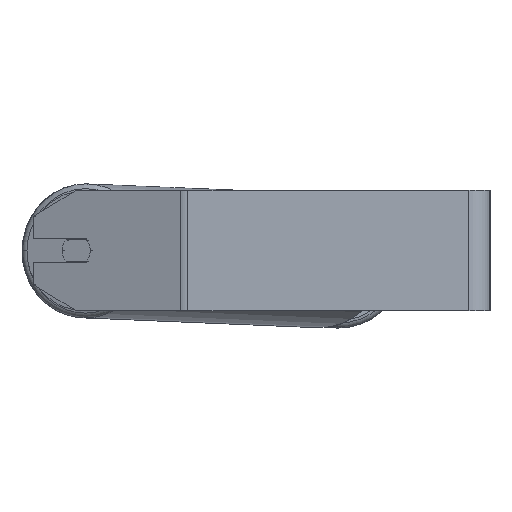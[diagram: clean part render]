
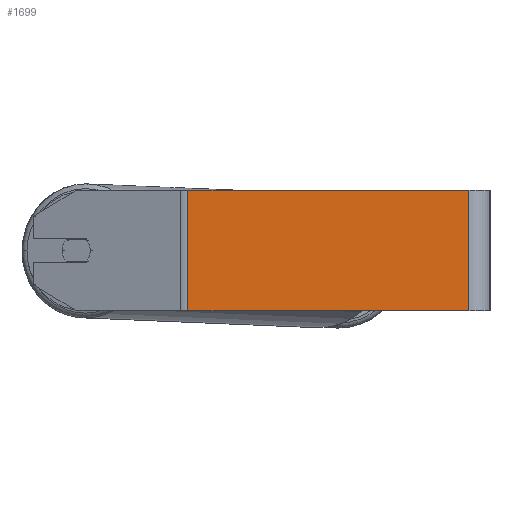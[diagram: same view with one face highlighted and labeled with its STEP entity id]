
A CAD part, left-side view. The second image highlights one B-rep face of the part: STEP entity #1699.
In plain terms, the highlighted planar face has unit normal (-1, 0, 0).
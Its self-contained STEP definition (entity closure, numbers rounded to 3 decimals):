
#5 = DIRECTION ( 'NONE',  ( 0., 0., -1. ) ) ;
#15 = CARTESIAN_POINT ( 'NONE',  ( -745., 14., 40. ) ) ;
#198 = CARTESIAN_POINT ( 'NONE',  ( -745., 200.44, 40. ) ) ;
#211 = LINE ( 'NONE', #3560, #2936 ) ;
#346 = EDGE_CURVE ( 'NONE', #542, #3100, #4021, .T. ) ;
#542 = VERTEX_POINT ( 'NONE', #3089 ) ;
#797 = CARTESIAN_POINT ( 'NONE',  ( -745., 202.908, 40. ) ) ;
#1355 = EDGE_CURVE ( 'NONE', #6330, #3100, #2089, .T. ) ;
#1408 = VERTEX_POINT ( 'NONE', #3701 ) ;
#1699 = ADVANCED_FACE ( 'NONE', ( #4845 ), #4062, .F. ) ;
#2089 = LINE ( 'NONE', #7535, #3986 ) ;
#2413 = CARTESIAN_POINT ( 'NONE',  ( -745., 14., -40. ) ) ;
#2584 = CARTESIAN_POINT ( 'NONE',  ( -745., 200.44, -40. ) ) ;
#2936 = VECTOR ( 'NONE', #3604, 1000. ) ;
#3089 = CARTESIAN_POINT ( 'NONE',  ( -745., 14., 40. ) ) ;
#3100 = VERTEX_POINT ( 'NONE', #2413 ) ;
#3560 = CARTESIAN_POINT ( 'NONE',  ( -745., 202.908, 40. ) ) ;
#3604 = DIRECTION ( 'NONE',  ( 0., -1., 0. ) ) ;
#3701 = CARTESIAN_POINT ( 'NONE',  ( -745., 200.44, 40. ) ) ;
#3767 = ORIENTED_EDGE ( 'NONE', *, *, #1355, .T. ) ;
#3986 = VECTOR ( 'NONE', #6822, 1000. ) ;
#4021 = LINE ( 'NONE', #15, #8648 ) ;
#4046 = EDGE_CURVE ( 'NONE', #1408, #6330, #4787, .T. ) ;
#4062 = PLANE ( 'NONE',  #5410 ) ;
#4305 = ORIENTED_EDGE ( 'NONE', *, *, #4046, .T. ) ;
#4787 = LINE ( 'NONE', #198, #4990 ) ;
#4801 = DIRECTION ( 'NONE',  ( 1., 0., 0. ) ) ;
#4845 = FACE_OUTER_BOUND ( 'NONE', #8728, .T. ) ;
#4990 = VECTOR ( 'NONE', #8123, 1000. ) ;
#5120 = ORIENTED_EDGE ( 'NONE', *, *, #7731, .F. ) ;
#5410 = AXIS2_PLACEMENT_3D ( 'NONE', #797, #4801, #5 ) ;
#5744 = ORIENTED_EDGE ( 'NONE', *, *, #346, .F. ) ;
#6330 = VERTEX_POINT ( 'NONE', #2584 ) ;
#6408 = DIRECTION ( 'NONE',  ( 0., 0., -1. ) ) ;
#6822 = DIRECTION ( 'NONE',  ( 0., -1., 0. ) ) ;
#7535 = CARTESIAN_POINT ( 'NONE',  ( -745., 202.908, -40. ) ) ;
#7731 = EDGE_CURVE ( 'NONE', #1408, #542, #211, .T. ) ;
#8123 = DIRECTION ( 'NONE',  ( 0., 0., -1. ) ) ;
#8648 = VECTOR ( 'NONE', #6408, 1000. ) ;
#8728 = EDGE_LOOP ( 'NONE', ( #3767, #5744, #5120, #4305 ) ) ;
